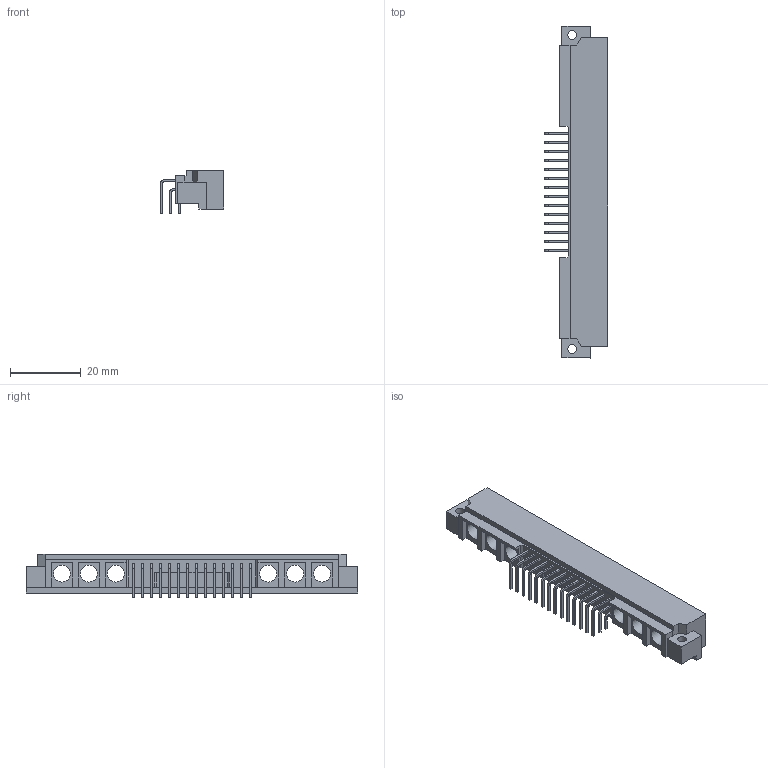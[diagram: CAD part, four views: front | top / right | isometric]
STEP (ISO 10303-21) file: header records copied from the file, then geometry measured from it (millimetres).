
FILE_DESCRIPTION(/* description */ (''),/* implementation_level */ '2;1');
FILE_NAME(/* name */ 'HARTING_09 03 142 6901.stp',/* time_stamp */ '2016-10-25T13:07:54+02:00',/* author */ ('jchouvet'),/* organization */ (''),/* preprocessor_version */ 'ST-DEVELOPER v16.1',/* originating_system */ 'AutoCAD Mechanical',/* authorisation */ '');
FILE_SCHEMA (('AUTOMOTIVE_DESIGN { 1 0 10303 214 3 1 1 }'));
Length unit declared in the file: millimetre
Products named in the file (1): Product
Bounding box: 18.02 x 94 x 12.35 mm (x, y, z)
Volume: 5319.1 mm3; surface area: 7851.6 mm2
Topology: 85 solids, 85 shells, 765 faces, 1774 edges, 1180 vertices
Faces by surface type: plane 673, cylinder 92
Full cylindrical faces by diameter (mm): 2.5 x2, 4.82 x6
Entity records: 21375 total; most frequent: CARTESIAN_POINT 3712, ORIENTED_EDGE 3532, DIRECTION 3482, EDGE_CURVE 1766, LINE 1582, VECTOR 1582, VERTEX_POINT 1180, AXIS2_PLACEMENT_3D 950
